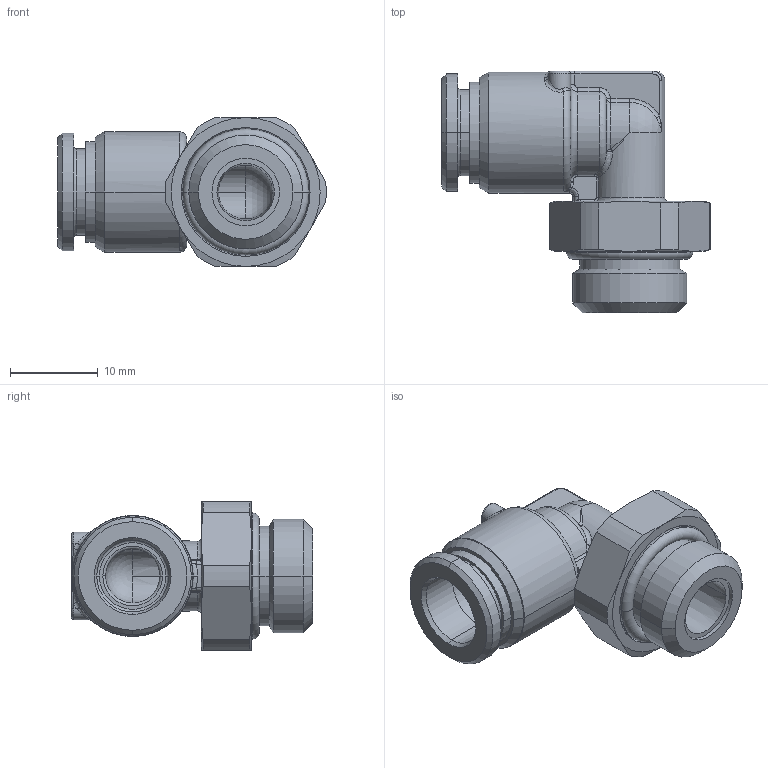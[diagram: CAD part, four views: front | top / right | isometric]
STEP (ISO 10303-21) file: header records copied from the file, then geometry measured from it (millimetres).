
FILE_DESCRIPTION((''),'2;1');
FILE_NAME('mxm.16.08.14',(''),('sopra-pneumatic'),'PRO/ENGINEER BY PARAMETRIC TECHNOLOGY CORPORATION, 2014310','PRO/ENGINEER BY PARAMETRIC TECHNOLOGY CORPORATION, 2014310','');
FILE_SCHEMA(('CONFIG_CONTROL_DESIGN'));
Length unit declared in the file: millimetre
Products named in the file (1): 384110B_930X4M-8FF-1-4
Bounding box: 30.64 x 27.55 x 17 mm (x, y, z)
Volume: 3547 mm3; surface area: 3761.6 mm2
Topology: 2 solids, 2 shells, 207 faces, 460 edges, 266 vertices
Faces by surface type: cylinder 60, bspline 40, torus 37, cone 34, plane 29, sphere 7
Entity records: 7858 total; most frequent: CARTESIAN_POINT 3438, DIRECTION 931, ORIENTED_EDGE 920, EDGE_CURVE 460, AXIS2_PLACEMENT_3D 410, VERTEX_POINT 266, CIRCLE 243, EDGE_LOOP 220
